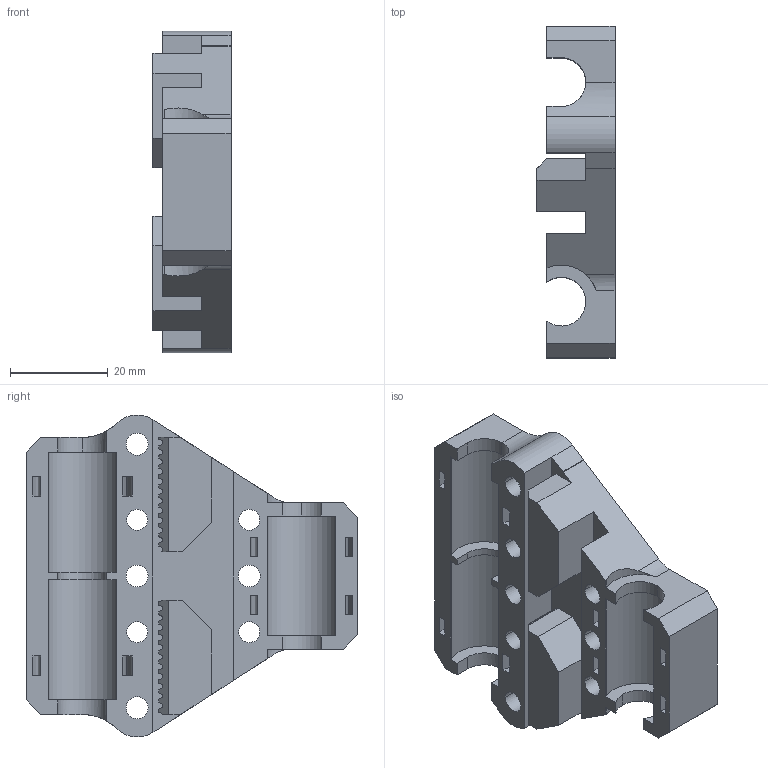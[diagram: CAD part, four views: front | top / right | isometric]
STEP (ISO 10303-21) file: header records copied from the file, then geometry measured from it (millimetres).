
FILE_DESCRIPTION (( 'STEP AP203' ), '1' );
FILE_NAME ('Eje X - Carro 3 Rod.STEP', '2015-09-07T09:03:12', ( 'Motherfocka' ), ( '' ), 'SwSTEP 2.0', 'SolidWorks 2014', '' );
FILE_SCHEMA (( 'CONFIG_CONTROL_DESIGN' ));
Length unit declared in the file: millimetre
Products named in the file (1): Eje X - Carro 3 Rod
Bounding box: 16 x 68 x 65.97 mm (x, y, z)
Volume: 29241.6 mm3; surface area: 15938.5 mm2
Topology: 1 solids, 1 shells, 279 faces, 829 edges, 552 vertices
Faces by surface type: cylinder 190, plane 85, bspline 4
Entity records: 9875 total; most frequent: CARTESIAN_POINT 2494, ORIENTED_EDGE 1658, DIRECTION 1461, EDGE_CURVE 829, VERTEX_POINT 552, AXIS2_PLACEMENT_3D 511, LINE 439, VECTOR 439
